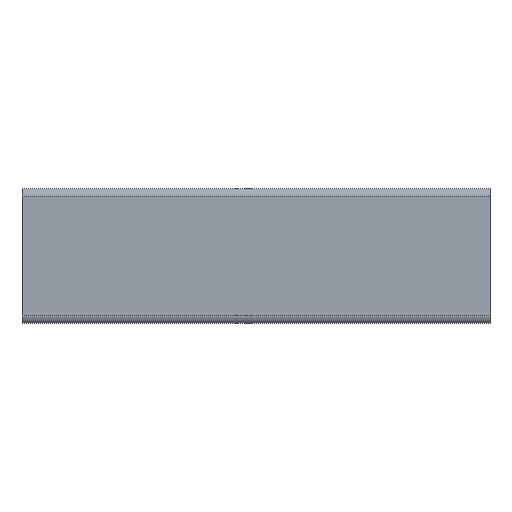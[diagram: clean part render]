
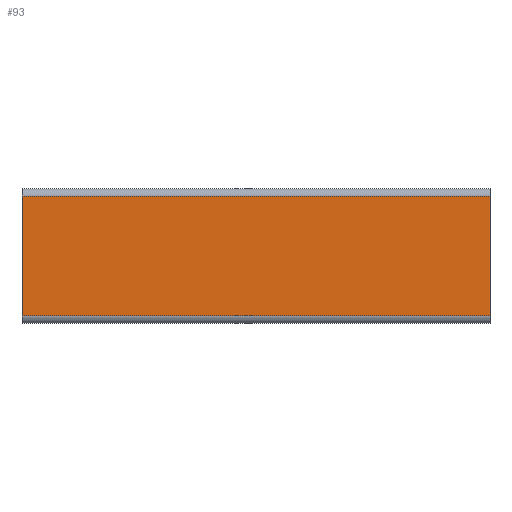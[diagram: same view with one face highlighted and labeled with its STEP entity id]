
A CAD part, left-side view. The second image highlights one B-rep face of the part: STEP entity #93.
In plain terms, the highlighted planar face has unit normal (-1, 0, 0).
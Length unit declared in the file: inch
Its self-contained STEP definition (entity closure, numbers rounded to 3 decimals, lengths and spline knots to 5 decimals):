
#4 = CARTESIAN_POINT ( 'NONE',  ( 0., 3., -0.1875 ) ) ;
#19 = EDGE_CURVE ( 'NONE', #467, #343, #81, .T. ) ;
#27 = VECTOR ( 'NONE', #84, 39.37008 ) ;
#32 = CARTESIAN_POINT ( 'NONE',  ( 0., 0., -0.1875 ) ) ;
#37 = VECTOR ( 'NONE', #117, 39.37008 ) ;
#77 = VECTOR ( 'NONE', #91, 39.37008 ) ;
#80 = LINE ( 'NONE', #339, #37 ) ;
#81 = LINE ( 'NONE', #493, #27 ) ;
#84 = DIRECTION ( 'NONE',  ( 0., -1., 0. ) ) ;
#91 = DIRECTION ( 'NONE',  ( 0., 0., 1. ) ) ;
#93 = ADVANCED_FACE ( 'NONE', ( #252 ), #450, .F. ) ;
#117 = DIRECTION ( 'NONE',  ( 0., 0., 1. ) ) ;
#164 = DIRECTION ( 'NONE',  ( 0., 0., -1. ) ) ;
#186 = CARTESIAN_POINT ( 'NONE',  ( 0., 12., -0.1875 ) ) ;
#245 = VERTEX_POINT ( 'NONE', #186 ) ;
#252 = FACE_OUTER_BOUND ( 'NONE', #324, .T. ) ;
#263 = VECTOR ( 'NONE', #495, 39.37008 ) ;
#293 = DIRECTION ( 'NONE',  ( 1., 0., 0. ) ) ;
#300 = CARTESIAN_POINT ( 'NONE',  ( 0., 12., -3.2625 ) ) ;
#308 = CARTESIAN_POINT ( 'NONE',  ( 0., 0., -0.2 ) ) ;
#320 = ORIENTED_EDGE ( 'NONE', *, *, #19, .T. ) ;
#324 = EDGE_LOOP ( 'NONE', ( #327, #359, #320, #411 ) ) ;
#327 = ORIENTED_EDGE ( 'NONE', *, *, #584, .T. ) ;
#339 = CARTESIAN_POINT ( 'NONE',  ( 0., 12., -3.2625 ) ) ;
#342 = CARTESIAN_POINT ( 'NONE',  ( 0., 0., -3.2625 ) ) ;
#343 = VERTEX_POINT ( 'NONE', #342 ) ;
#359 = ORIENTED_EDGE ( 'NONE', *, *, #368, .F. ) ;
#368 = EDGE_CURVE ( 'NONE', #467, #245, #80, .T. ) ;
#399 = CARTESIAN_POINT ( 'NONE',  ( 0., 3., -0.2 ) ) ;
#411 = ORIENTED_EDGE ( 'NONE', *, *, #577, .T. ) ;
#444 = VERTEX_POINT ( 'NONE', #32 ) ;
#450 = PLANE ( 'NONE',  #489 ) ;
#456 = LINE ( 'NONE', #4, #263 ) ;
#467 = VERTEX_POINT ( 'NONE', #300 ) ;
#489 = AXIS2_PLACEMENT_3D ( 'NONE', #399, #293, #164 ) ;
#493 = CARTESIAN_POINT ( 'NONE',  ( 0., 3., -3.2625 ) ) ;
#495 = DIRECTION ( 'NONE',  ( 0., 1., 0. ) ) ;
#497 = LINE ( 'NONE', #308, #77 ) ;
#577 = EDGE_CURVE ( 'NONE', #343, #444, #497, .T. ) ;
#584 = EDGE_CURVE ( 'NONE', #444, #245, #456, .T. ) ;
